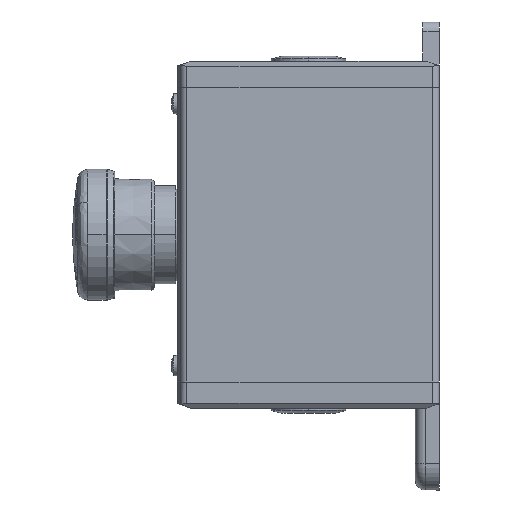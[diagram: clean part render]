
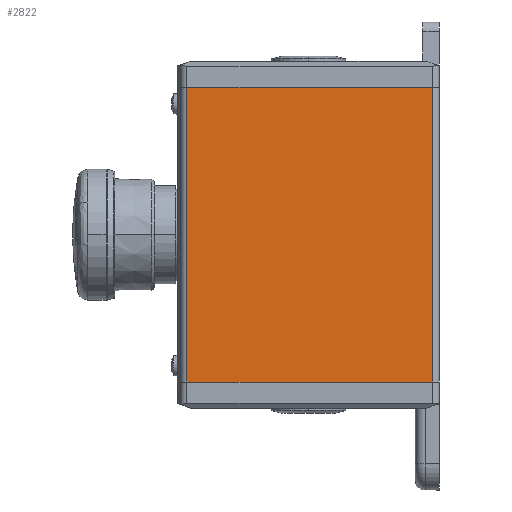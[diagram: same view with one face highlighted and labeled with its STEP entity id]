
A CAD part, left-side view. The second image highlights one B-rep face of the part: STEP entity #2822.
In plain terms, the highlighted planar face has unit normal (-1, 0, 0).
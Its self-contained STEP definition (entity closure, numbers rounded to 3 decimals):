
#506 = CARTESIAN_POINT ( 'NONE',  ( -32., 2., 45. ) ) ;
#1678 = DIRECTION ( 'NONE',  ( 0., -1., 0. ) ) ;
#1993 = VERTEX_POINT ( 'NONE', #8669 ) ;
#2368 = EDGE_CURVE ( 'NONE', #16140, #2406, #14207, .T. ) ;
#2406 = VERTEX_POINT ( 'NONE', #8837 ) ;
#2822 = ADVANCED_FACE ( 'NONE', ( #16039 ), #19772, .F. ) ;
#3641 = LINE ( 'NONE', #5041, #8233 ) ;
#3935 = EDGE_CURVE ( 'NONE', #16140, #1993, #3641, .T. ) ;
#5041 = CARTESIAN_POINT ( 'NONE',  ( -32., 77.144, 45. ) ) ;
#5234 = CARTESIAN_POINT ( 'NONE',  ( -32., 2., 45. ) ) ;
#5301 = CARTESIAN_POINT ( 'NONE',  ( -32., 2., -45. ) ) ;
#5898 = DIRECTION ( 'NONE',  ( 0., 0., -1. ) ) ;
#6057 = EDGE_CURVE ( 'NONE', #1993, #10943, #12520, .T. ) ;
#8233 = VECTOR ( 'NONE', #19266, 1000. ) ;
#8460 = VECTOR ( 'NONE', #5898, 1000. ) ;
#8669 = CARTESIAN_POINT ( 'NONE',  ( -32., 77.144, -45. ) ) ;
#8720 = CARTESIAN_POINT ( 'NONE',  ( -32., 2., -45. ) ) ;
#8837 = CARTESIAN_POINT ( 'NONE',  ( -32., 2., 45. ) ) ;
#8943 = VECTOR ( 'NONE', #15726, 1000. ) ;
#9632 = LINE ( 'NONE', #19905, #8460 ) ;
#10943 = VERTEX_POINT ( 'NONE', #8720 ) ;
#11129 = DIRECTION ( 'NONE',  ( 0., 1., 0. ) ) ;
#11641 = ORIENTED_EDGE ( 'NONE', *, *, #3935, .T. ) ;
#12520 = LINE ( 'NONE', #5301, #17533 ) ;
#12838 = ORIENTED_EDGE ( 'NONE', *, *, #2368, .F. ) ;
#14105 = CARTESIAN_POINT ( 'NONE',  ( -32., 77.144, 45. ) ) ;
#14207 = LINE ( 'NONE', #5234, #8943 ) ;
#15036 = ORIENTED_EDGE ( 'NONE', *, *, #17492, .F. ) ;
#15726 = DIRECTION ( 'NONE',  ( 0., -1., 0. ) ) ;
#16039 = FACE_OUTER_BOUND ( 'NONE', #16617, .T. ) ;
#16140 = VERTEX_POINT ( 'NONE', #14105 ) ;
#16617 = EDGE_LOOP ( 'NONE', ( #16829, #15036, #12838, #11641 ) ) ;
#16829 = ORIENTED_EDGE ( 'NONE', *, *, #6057, .T. ) ;
#17492 = EDGE_CURVE ( 'NONE', #2406, #10943, #9632, .T. ) ;
#17533 = VECTOR ( 'NONE', #1678, 1000. ) ;
#17898 = AXIS2_PLACEMENT_3D ( 'NONE', #506, #18121, #11129 ) ;
#18121 = DIRECTION ( 'NONE',  ( 1., 0., 0. ) ) ;
#19266 = DIRECTION ( 'NONE',  ( 0., 0., -1. ) ) ;
#19772 = PLANE ( 'NONE',  #17898 ) ;
#19905 = CARTESIAN_POINT ( 'NONE',  ( -32., 2., 45. ) ) ;
